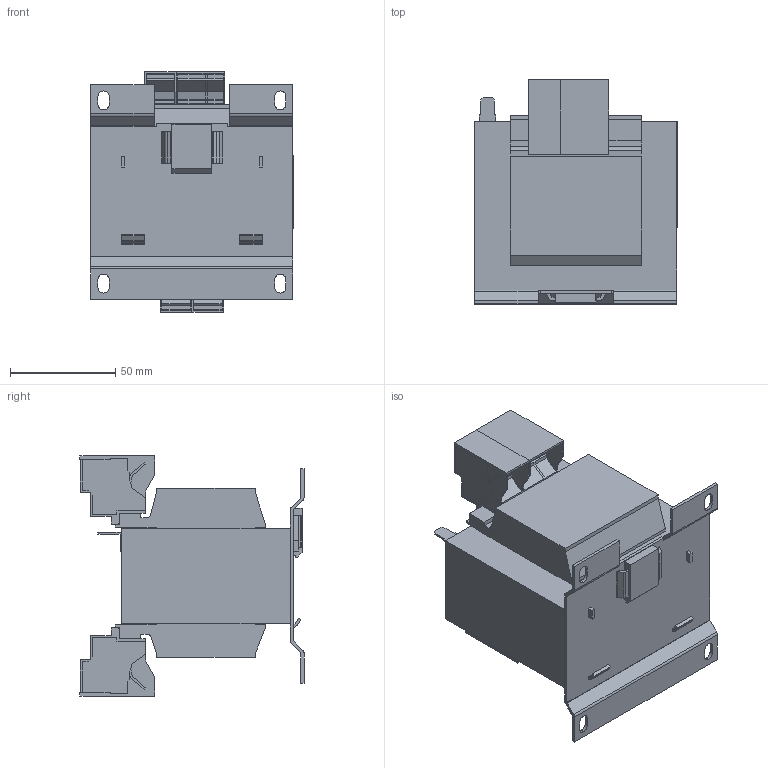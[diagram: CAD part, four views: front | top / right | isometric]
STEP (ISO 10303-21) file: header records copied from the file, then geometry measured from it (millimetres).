
FILE_DESCRIPTION (( 'STEP AP214' ), '1' );
FILE_NAME ('190149.STEP', '2023-08-22T11:40:09', ( '' ), ( '' ), 'SwSTEP 2.0', 'SolidWorks 2018', '' );
FILE_SCHEMA (( 'AUTOMOTIVE_DESIGN' ));
Length unit declared in the file: millimetre
Products named in the file (1): 190149
Bounding box: 96.05 x 106.42 x 114.2 mm (x, y, z)
Volume: 537650.3 mm3; surface area: 74564.9 mm2
Topology: 1 solids, 1 shells, 458 faces, 1329 edges, 884 vertices
Faces by surface type: plane 384, cylinder 74
Entity records: 14979 total; most frequent: CARTESIAN_POINT 2672, ORIENTED_EDGE 2658, DIRECTION 2395, EDGE_CURVE 1329, VECTOR 1181, LINE 1181, VERTEX_POINT 884, AXIS2_PLACEMENT_3D 607
